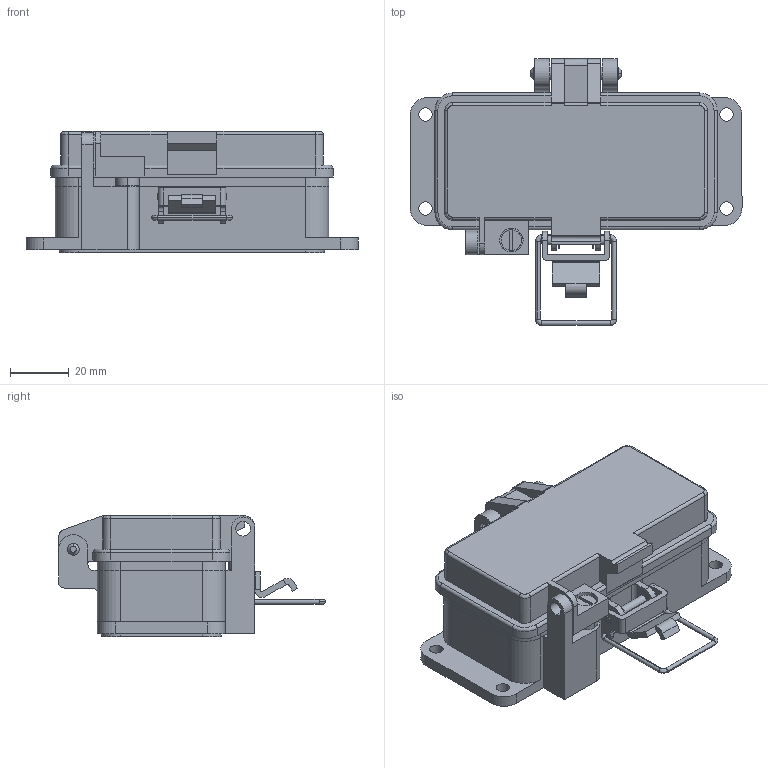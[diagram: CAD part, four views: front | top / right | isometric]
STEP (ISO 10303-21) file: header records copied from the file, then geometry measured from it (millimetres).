
FILE_DESCRIPTION (( 'STEP AP214' ), '1' );
FILE_NAME ('H-X-F2_3D.STEP', '2017-12-14T21:53:07', ( '' ), ( '' ), 'SwSTEP 2.0', 'SolidWorks 2017', '' );
FILE_SCHEMA (( 'AUTOMOTIVE_DESIGN' ));
Length unit declared in the file: millimetre
Products named in the file (2): Z-H-F2_B_Closed; H-X-F2_3D
Assembly tree (1 placements, depth 2):
  H-X-F2_3D
    Z-H-F2_B_Closed
Bounding box: 113 x 90.81 x 41.2 mm (x, y, z)
Volume: 64550.9 mm3; surface area: 46774.5 mm2
Topology: 10 solids, 10 shells, 510 faces, 1368 edges, 902 vertices
Faces by surface type: cylinder 249, plane 237, bspline 16, cone 8
Entity records: 21569 total; most frequent: CARTESIAN_POINT 4619, ORIENTED_EDGE 2736, DIRECTION 2680, EDGE_CURVE 1368, AXIS2_PLACEMENT_3D 929, VERTEX_POINT 902, LINE 822, VECTOR 822
